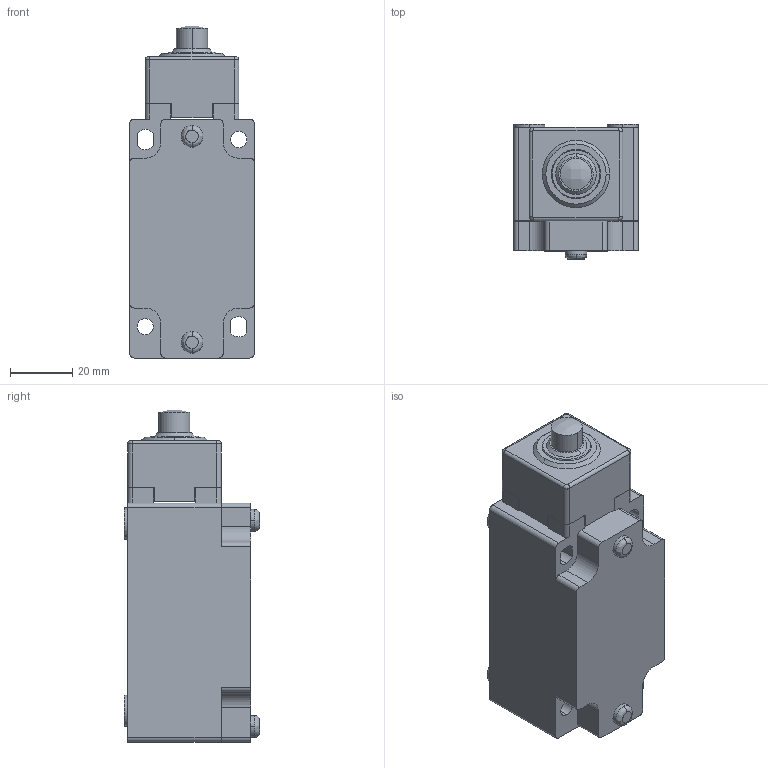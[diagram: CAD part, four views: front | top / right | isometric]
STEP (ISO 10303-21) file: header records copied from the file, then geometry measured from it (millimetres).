
FILE_DESCRIPTION (( 'STEP AP214' ), '1' );
FILE_NAME ('ABM1E11Z11.step', '2017-12-19T21:00:28', ( '' ), ( '' ), 'SwSTEP 2.0', 'SolidWorks 2017', '' );
FILE_SCHEMA (( 'AUTOMOTIVE_DESIGN' ));
Length unit declared in the file: inch
Products named in the file (1): ABM1E11Z11
Bounding box: 40 x 43.3 x 106.35 mm (x, y, z)
Volume: 127614 mm3; surface area: 24276 mm2
Topology: 3 solids, 3 shells, 151 faces, 402 edges, 264 vertices
Faces by surface type: plane 68, cylinder 66, cone 8, bspline 5, torus 4
Entity records: 5527 total; most frequent: CARTESIAN_POINT 905, DIRECTION 856, ORIENTED_EDGE 804, EDGE_CURVE 402, AXIS2_PLACEMENT_3D 311, VERTEX_POINT 264, LINE 234, VECTOR 234
